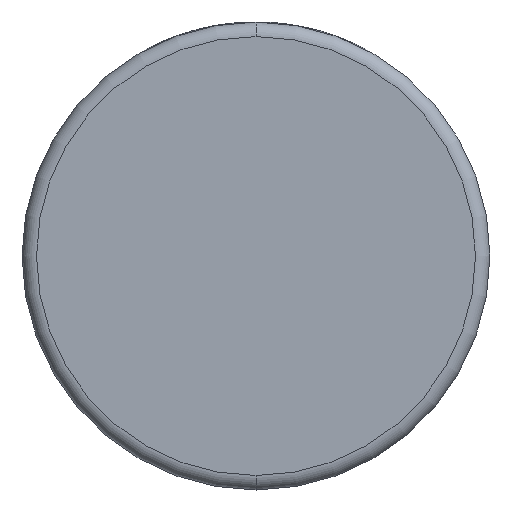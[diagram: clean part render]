
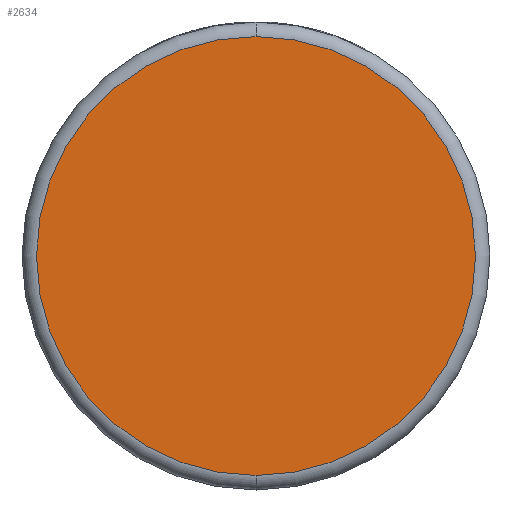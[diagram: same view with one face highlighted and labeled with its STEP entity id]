
A CAD part, front view. The second image highlights one B-rep face of the part: STEP entity #2634.
In plain terms, the highlighted planar face has unit normal (0, -1, 0).
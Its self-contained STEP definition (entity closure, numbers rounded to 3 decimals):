
#98 = CARTESIAN_POINT ( 'NONE',  ( 0., 0., -30.25 ) ) ;
#121 = EDGE_LOOP ( 'NONE', ( #3646, #1104 ) ) ;
#149 = DIRECTION ( 'NONE',  ( 0., -1., 0. ) ) ;
#239 = VERTEX_POINT ( 'NONE', #98 ) ;
#530 = VERTEX_POINT ( 'NONE', #1686 ) ;
#669 = DIRECTION ( 'NONE',  ( 0., -1., 0. ) ) ;
#684 = DIRECTION ( 'NONE',  ( 0., 0., 1. ) ) ;
#709 = CARTESIAN_POINT ( 'NONE',  ( 0., 0., 0. ) ) ;
#1093 = DIRECTION ( 'NONE',  ( 0., 1., 0. ) ) ;
#1104 = ORIENTED_EDGE ( 'NONE', *, *, #1876, .T. ) ;
#1686 = CARTESIAN_POINT ( 'NONE',  ( 0., 0., 30.25 ) ) ;
#1851 = AXIS2_PLACEMENT_3D ( 'NONE', #2116, #149, #3407 ) ;
#1876 = EDGE_CURVE ( 'NONE', #239, #530, #3279, .T. ) ;
#2116 = CARTESIAN_POINT ( 'NONE',  ( 0., 0., 0. ) ) ;
#2402 = FACE_OUTER_BOUND ( 'NONE', #121, .T. ) ;
#2634 = ADVANCED_FACE ( 'NONE', ( #2402 ), #3004, .F. ) ;
#2700 = CARTESIAN_POINT ( 'NONE',  ( 0., 0., 0. ) ) ;
#3004 = PLANE ( 'NONE',  #3092 ) ;
#3092 = AXIS2_PLACEMENT_3D ( 'NONE', #2700, #1093, #3999 ) ;
#3279 = CIRCLE ( 'NONE', #1851, 30.25 ) ;
#3407 = DIRECTION ( 'NONE',  ( 0., 0., 1. ) ) ;
#3491 = AXIS2_PLACEMENT_3D ( 'NONE', #709, #669, #684 ) ;
#3582 = EDGE_CURVE ( 'NONE', #530, #239, #4170, .T. ) ;
#3646 = ORIENTED_EDGE ( 'NONE', *, *, #3582, .T. ) ;
#3999 = DIRECTION ( 'NONE',  ( 0., 0., 1. ) ) ;
#4170 = CIRCLE ( 'NONE', #3491, 30.25 ) ;
